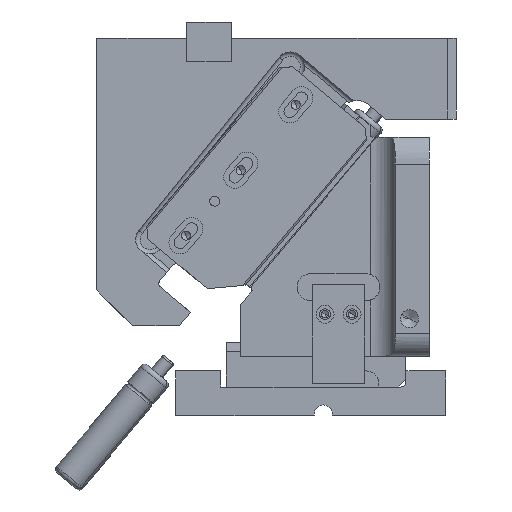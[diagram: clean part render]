
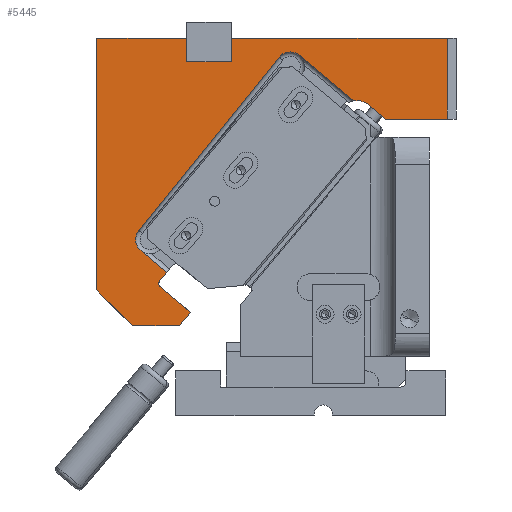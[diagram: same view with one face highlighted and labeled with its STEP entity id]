
A CAD part, front view. The second image highlights one B-rep face of the part: STEP entity #5445.
In plain terms, the highlighted planar face has unit normal (0, -1, 0).
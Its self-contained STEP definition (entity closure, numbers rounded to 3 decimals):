
#4958=CARTESIAN_POINT('Vertex',(-99.019,-24.,-55.)) ;
#4961=CARTESIAN_POINT('Line Origine',(-112.01,-24.,-55.)) ;
#4965=CARTESIAN_POINT('Vertex',(-125.,-24.,-55.)) ;
#5255=CARTESIAN_POINT('Vertex',(-92.732,-24.,-47.507)) ;
#5258=CARTESIAN_POINT('Line Origine',(-95.876,-24.,-51.254)) ;
#5270=CARTESIAN_POINT('Axis2P3D Location',(0.,-24.,0.)) ;
#5275=CARTESIAN_POINT('Line Origine',(-101.159,-24.,-40.437)) ;
#5279=CARTESIAN_POINT('Vertex',(-109.585,-24.,-33.366)) ;
#5282=CARTESIAN_POINT('Axis2P3D Location',(-107.978,-24.,-31.451)) ;
#5286=CARTESIAN_POINT('Vertex',(-109.894,-24.,-29.844)) ;
#5289=CARTESIAN_POINT('Line Origine',(-107.965,-24.,-27.546)) ;
#5293=CARTESIAN_POINT('Vertex',(-106.037,-24.,-25.248)) ;
#5296=CARTESIAN_POINT('Line Origine',(-113.195,-24.,-19.241)) ;
#5300=CARTESIAN_POINT('Vertex',(-120.353,-24.,-13.235)) ;
#5303=CARTESIAN_POINT('Line Origine',(-120.353,-24.,-13.235)) ;
#5307=CARTESIAN_POINT('Vertex',(-120.352,-24.,-13.234)) ;
#5310=CARTESIAN_POINT('Axis2P3D Location',(-115.318,-24.,-7.017)) ;
#5314=CARTESIAN_POINT('Vertex',(-121.535,-24.,-1.982)) ;
#5317=CARTESIAN_POINT('Line Origine',(-82.511,-24.,46.208)) ;
#5321=CARTESIAN_POINT('Vertex',(-43.487,-24.,94.398)) ;
#5324=CARTESIAN_POINT('Axis2P3D Location',(-37.27,-24.,89.364)) ;
#5328=CARTESIAN_POINT('Vertex',(-32.235,-24.,95.581)) ;
#5331=CARTESIAN_POINT('Line Origine',(-32.235,-24.,95.582)) ;
#5335=CARTESIAN_POINT('Vertex',(-32.235,-24.,95.582)) ;
#5338=CARTESIAN_POINT('Line Origine',(-17.093,-24.,82.876)) ;
#5342=CARTESIAN_POINT('Vertex',(-1.951,-24.,70.171)) ;
#5345=CARTESIAN_POINT('Axis2P3D Location',(-0.308,-24.,60.307)) ;
#5349=CARTESIAN_POINT('Vertex',(6.12,-24.,67.967)) ;
#5352=CARTESIAN_POINT('Line Origine',(10.868,-24.,63.984)) ;
#5356=CARTESIAN_POINT('Vertex',(15.615,-24.,60.)) ;
#5359=CARTESIAN_POINT('Line Origine',(32.808,-24.,60.)) ;
#5363=CARTESIAN_POINT('Vertex',(50.,-24.,60.)) ;
#5366=CARTESIAN_POINT('Line Origine',(50.,-24.,82.5)) ;
#5370=CARTESIAN_POINT('Vertex',(50.,-24.,105.)) ;
#5373=CARTESIAN_POINT('Line Origine',(-10.,-24.,105.)) ;
#5377=CARTESIAN_POINT('Vertex',(-70.,-24.,105.)) ;
#5380=CARTESIAN_POINT('Line Origine',(-70.,-24.,98.5)) ;
#5384=CARTESIAN_POINT('Vertex',(-70.,-24.,92.)) ;
#5387=CARTESIAN_POINT('Line Origine',(-82.5,-24.,92.)) ;
#5391=CARTESIAN_POINT('Vertex',(-95.,-24.,92.)) ;
#5394=CARTESIAN_POINT('Line Origine',(-95.,-24.,98.5)) ;
#5398=CARTESIAN_POINT('Vertex',(-95.,-24.,105.)) ;
#5401=CARTESIAN_POINT('Line Origine',(-120.,-24.,105.)) ;
#5405=CARTESIAN_POINT('Vertex',(-145.,-24.,105.)) ;
#5408=CARTESIAN_POINT('Line Origine',(-145.,-24.,35.)) ;
#5412=CARTESIAN_POINT('Vertex',(-145.,-24.,-35.)) ;
#5415=CARTESIAN_POINT('Line Origine',(-135.,-24.,-45.)) ;
#4962=DIRECTION('Vector Direction',(1.,0.,0.)) ;
#5259=DIRECTION('Vector Direction',(-0.643,0.,-0.766)) ;
#5271=DIRECTION('Axis2P3D Direction',(0.,1.,0.)) ;
#5272=DIRECTION('Axis2P3D XDirection',(0.,0.,-1.)) ;
#5276=DIRECTION('Vector Direction',(0.766,0.,-0.643)) ;
#5283=DIRECTION('Axis2P3D Direction',(0.,1.,0.)) ;
#5290=DIRECTION('Vector Direction',(-0.643,0.,-0.766)) ;
#5297=DIRECTION('Vector Direction',(-0.766,0.,0.643)) ;
#5304=DIRECTION('Vector Direction',(-0.629,0.,-0.777)) ;
#5311=DIRECTION('Axis2P3D Direction',(0.,1.,0.)) ;
#5318=DIRECTION('Vector Direction',(0.629,0.,0.777)) ;
#5325=DIRECTION('Axis2P3D Direction',(0.,1.,0.)) ;
#5332=DIRECTION('Vector Direction',(-0.629,0.,-0.777)) ;
#5339=DIRECTION('Vector Direction',(-0.766,0.,0.643)) ;
#5346=DIRECTION('Axis2P3D Direction',(0.,1.,0.)) ;
#5353=DIRECTION('Vector Direction',(-0.766,0.,0.643)) ;
#5360=DIRECTION('Vector Direction',(-1.,0.,0.)) ;
#5367=DIRECTION('Vector Direction',(0.,0.,1.)) ;
#5374=DIRECTION('Vector Direction',(1.,0.,0.)) ;
#5381=DIRECTION('Vector Direction',(0.,0.,1.)) ;
#5388=DIRECTION('Vector Direction',(1.,0.,0.)) ;
#5395=DIRECTION('Vector Direction',(0.,0.,1.)) ;
#5402=DIRECTION('Vector Direction',(1.,0.,0.)) ;
#5409=DIRECTION('Vector Direction',(0.,0.,-1.)) ;
#5416=DIRECTION('Vector Direction',(0.707,0.,-0.707)) ;
#5273=AXIS2_PLACEMENT_3D('Plane Axis2P3D',#5270,#5271,#5272) ;
#5284=AXIS2_PLACEMENT_3D('Circle Axis2P3D',#5282,#5283,$) ;
#5312=AXIS2_PLACEMENT_3D('Circle Axis2P3D',#5310,#5311,$) ;
#5326=AXIS2_PLACEMENT_3D('Circle Axis2P3D',#5324,#5325,$) ;
#5347=AXIS2_PLACEMENT_3D('Circle Axis2P3D',#5345,#5346,$) ;
#5421=ORIENTED_EDGE('',*,*,#5281,.F.) ;
#5422=ORIENTED_EDGE('',*,*,#5288,.T.) ;
#5423=ORIENTED_EDGE('',*,*,#5295,.F.) ;
#5424=ORIENTED_EDGE('',*,*,#5302,.T.) ;
#5425=ORIENTED_EDGE('',*,*,#5309,.F.) ;
#5426=ORIENTED_EDGE('',*,*,#5316,.T.) ;
#5427=ORIENTED_EDGE('',*,*,#5323,.T.) ;
#5428=ORIENTED_EDGE('',*,*,#5330,.T.) ;
#5429=ORIENTED_EDGE('',*,*,#5337,.F.) ;
#5430=ORIENTED_EDGE('',*,*,#5344,.F.) ;
#5431=ORIENTED_EDGE('',*,*,#5351,.T.) ;
#5432=ORIENTED_EDGE('',*,*,#5358,.F.) ;
#5433=ORIENTED_EDGE('',*,*,#5365,.F.) ;
#5434=ORIENTED_EDGE('',*,*,#5372,.F.) ;
#5435=ORIENTED_EDGE('',*,*,#5379,.F.) ;
#5436=ORIENTED_EDGE('',*,*,#5386,.F.) ;
#5437=ORIENTED_EDGE('',*,*,#5393,.F.) ;
#5438=ORIENTED_EDGE('',*,*,#5400,.T.) ;
#5439=ORIENTED_EDGE('',*,*,#5407,.F.) ;
#5440=ORIENTED_EDGE('',*,*,#5414,.T.) ;
#5441=ORIENTED_EDGE('',*,*,#5419,.F.) ;
#5442=ORIENTED_EDGE('',*,*,#4967,.F.) ;
#5443=ORIENTED_EDGE('',*,*,#5262,.F.) ;
#4963=VECTOR('Line Direction',#4962,1.) ;
#5260=VECTOR('Line Direction',#5259,1.) ;
#5277=VECTOR('Line Direction',#5276,1.) ;
#5291=VECTOR('Line Direction',#5290,1.) ;
#5298=VECTOR('Line Direction',#5297,1.) ;
#5305=VECTOR('Line Direction',#5304,1.) ;
#5319=VECTOR('Line Direction',#5318,1.) ;
#5333=VECTOR('Line Direction',#5332,1.) ;
#5340=VECTOR('Line Direction',#5339,1.) ;
#5354=VECTOR('Line Direction',#5353,1.) ;
#5361=VECTOR('Line Direction',#5360,1.) ;
#5368=VECTOR('Line Direction',#5367,1.) ;
#5375=VECTOR('Line Direction',#5374,1.) ;
#5382=VECTOR('Line Direction',#5381,1.) ;
#5389=VECTOR('Line Direction',#5388,1.) ;
#5396=VECTOR('Line Direction',#5395,1.) ;
#5403=VECTOR('Line Direction',#5402,1.) ;
#5410=VECTOR('Line Direction',#5409,1.) ;
#5417=VECTOR('Line Direction',#5416,1.) ;
#5445=ADVANCED_FACE('SCHIEBERBETT',(#5444),#5274,.F.) ;
#5285=CIRCLE('generated circle',#5284,2.5) ;
#5313=CIRCLE('generated circle',#5312,8.) ;
#5327=CIRCLE('generated circle',#5326,8.) ;
#5348=CIRCLE('generated circle',#5347,10.) ;
#4967=EDGE_CURVE('',#4959,#4966,#4964,.F.) ;
#5262=EDGE_CURVE('',#5256,#4959,#5261,.T.) ;
#5281=EDGE_CURVE('',#5280,#5256,#5278,.T.) ;
#5288=EDGE_CURVE('',#5280,#5287,#5285,.T.) ;
#5295=EDGE_CURVE('',#5294,#5287,#5292,.T.) ;
#5302=EDGE_CURVE('',#5294,#5301,#5299,.T.) ;
#5309=EDGE_CURVE('',#5308,#5301,#5306,.T.) ;
#5316=EDGE_CURVE('',#5308,#5315,#5313,.T.) ;
#5323=EDGE_CURVE('',#5315,#5322,#5320,.T.) ;
#5330=EDGE_CURVE('',#5322,#5329,#5327,.T.) ;
#5337=EDGE_CURVE('',#5336,#5329,#5334,.T.) ;
#5344=EDGE_CURVE('',#5343,#5336,#5341,.T.) ;
#5351=EDGE_CURVE('',#5343,#5350,#5348,.T.) ;
#5358=EDGE_CURVE('',#5357,#5350,#5355,.T.) ;
#5365=EDGE_CURVE('',#5364,#5357,#5362,.T.) ;
#5372=EDGE_CURVE('',#5371,#5364,#5369,.F.) ;
#5379=EDGE_CURVE('',#5378,#5371,#5376,.T.) ;
#5386=EDGE_CURVE('',#5385,#5378,#5383,.T.) ;
#5393=EDGE_CURVE('',#5392,#5385,#5390,.T.) ;
#5400=EDGE_CURVE('',#5392,#5399,#5397,.T.) ;
#5407=EDGE_CURVE('',#5406,#5399,#5404,.T.) ;
#5414=EDGE_CURVE('',#5406,#5413,#5411,.T.) ;
#5419=EDGE_CURVE('',#4966,#5413,#5418,.F.) ;
#5420=EDGE_LOOP('',(#5421,#5422,#5423,#5424,#5425,#5426,#5427,#5428,#5429,#5430,#5431,#5432,#5433,#5434,#5435,#5436,#5437,#5438,#5439,#5440,#5441,#5442,#5443)) ;
#5444=FACE_OUTER_BOUND('',#5420,.T.) ;
#4964=LINE('Line',#4961,#4963) ;
#5261=LINE('Line',#5258,#5260) ;
#5278=LINE('Line',#5275,#5277) ;
#5292=LINE('Line',#5289,#5291) ;
#5299=LINE('Line',#5296,#5298) ;
#5306=LINE('Line',#5303,#5305) ;
#5320=LINE('Line',#5317,#5319) ;
#5334=LINE('Line',#5331,#5333) ;
#5341=LINE('Line',#5338,#5340) ;
#5355=LINE('Line',#5352,#5354) ;
#5362=LINE('Line',#5359,#5361) ;
#5369=LINE('Line',#5366,#5368) ;
#5376=LINE('Line',#5373,#5375) ;
#5383=LINE('Line',#5380,#5382) ;
#5390=LINE('Line',#5387,#5389) ;
#5397=LINE('Line',#5394,#5396) ;
#5404=LINE('Line',#5401,#5403) ;
#5411=LINE('Line',#5408,#5410) ;
#5418=LINE('Line',#5415,#5417) ;
#5274=PLANE('',#5273) ;
#4959=VERTEX_POINT('',#4958) ;
#4966=VERTEX_POINT('',#4965) ;
#5256=VERTEX_POINT('',#5255) ;
#5280=VERTEX_POINT('',#5279) ;
#5287=VERTEX_POINT('',#5286) ;
#5294=VERTEX_POINT('',#5293) ;
#5301=VERTEX_POINT('',#5300) ;
#5308=VERTEX_POINT('',#5307) ;
#5315=VERTEX_POINT('',#5314) ;
#5322=VERTEX_POINT('',#5321) ;
#5329=VERTEX_POINT('',#5328) ;
#5336=VERTEX_POINT('',#5335) ;
#5343=VERTEX_POINT('',#5342) ;
#5350=VERTEX_POINT('',#5349) ;
#5357=VERTEX_POINT('',#5356) ;
#5364=VERTEX_POINT('',#5363) ;
#5371=VERTEX_POINT('',#5370) ;
#5378=VERTEX_POINT('',#5377) ;
#5385=VERTEX_POINT('',#5384) ;
#5392=VERTEX_POINT('',#5391) ;
#5399=VERTEX_POINT('',#5398) ;
#5406=VERTEX_POINT('',#5405) ;
#5413=VERTEX_POINT('',#5412) ;
